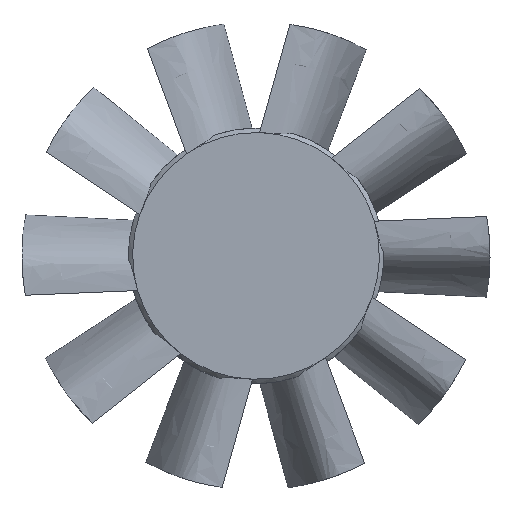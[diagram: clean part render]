
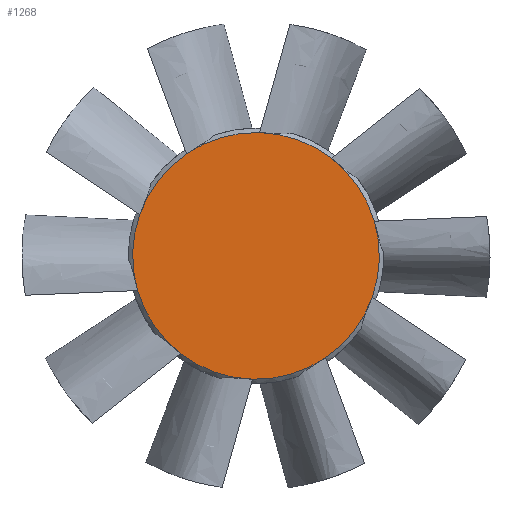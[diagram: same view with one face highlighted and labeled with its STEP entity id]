
A CAD part, top view. The second image highlights one B-rep face of the part: STEP entity #1268.
In plain terms, the highlighted planar face has unit normal (0, 0, 1).
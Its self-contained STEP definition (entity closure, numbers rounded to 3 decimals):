
#48=PLANE('',#1361);
#239=FACE_OUTER_BOUND('',#325,.T.);
#325=EDGE_LOOP('',(#1133,#1134,#1135,#1136,#1137,#1138,#1139,#1140,#1141,
#1142));
#359=CIRCLE('',#1342,14.5);
#360=CIRCLE('',#1344,14.5);
#361=CIRCLE('',#1346,14.5);
#362=CIRCLE('',#1348,14.5);
#363=CIRCLE('',#1350,14.5);
#364=CIRCLE('',#1352,14.5);
#365=CIRCLE('',#1354,14.5);
#366=CIRCLE('',#1356,14.5);
#367=CIRCLE('',#1358,14.5);
#368=CIRCLE('',#1360,14.5);
#509=VERTEX_POINT('',#2129);
#514=VERTEX_POINT('',#2214);
#515=VERTEX_POINT('',#2270);
#522=VERTEX_POINT('',#2387);
#527=VERTEX_POINT('',#2472);
#532=VERTEX_POINT('',#2557);
#553=VERTEX_POINT('',#2734);
#556=VERTEX_POINT('',#2889);
#562=VERTEX_POINT('',#3276);
#589=VERTEX_POINT('',#4101);
#775=EDGE_CURVE('',#515,#589,#359,.T.);
#776=EDGE_CURVE('',#532,#515,#360,.T.);
#777=EDGE_CURVE('',#527,#532,#361,.T.);
#778=EDGE_CURVE('',#522,#527,#362,.T.);
#779=EDGE_CURVE('',#589,#562,#363,.T.);
#780=EDGE_CURVE('',#553,#522,#364,.T.);
#781=EDGE_CURVE('',#562,#514,#365,.T.);
#782=EDGE_CURVE('',#556,#553,#366,.T.);
#783=EDGE_CURVE('',#514,#509,#367,.T.);
#784=EDGE_CURVE('',#509,#556,#368,.T.);
#1133=ORIENTED_EDGE('',*,*,#779,.F.);
#1134=ORIENTED_EDGE('',*,*,#775,.F.);
#1135=ORIENTED_EDGE('',*,*,#776,.F.);
#1136=ORIENTED_EDGE('',*,*,#777,.F.);
#1137=ORIENTED_EDGE('',*,*,#778,.F.);
#1138=ORIENTED_EDGE('',*,*,#780,.F.);
#1139=ORIENTED_EDGE('',*,*,#782,.F.);
#1140=ORIENTED_EDGE('',*,*,#784,.F.);
#1141=ORIENTED_EDGE('',*,*,#783,.F.);
#1142=ORIENTED_EDGE('',*,*,#781,.F.);
#1268=ADVANCED_FACE('',(#239),#48,.T.);
#1342=AXIS2_PLACEMENT_3D('',#4229,#1545,#1546);
#1344=AXIS2_PLACEMENT_3D('',#4231,#1549,#1550);
#1346=AXIS2_PLACEMENT_3D('',#4233,#1553,#1554);
#1348=AXIS2_PLACEMENT_3D('',#4235,#1557,#1558);
#1350=AXIS2_PLACEMENT_3D('',#4237,#1561,#1562);
#1352=AXIS2_PLACEMENT_3D('',#4239,#1565,#1566);
#1354=AXIS2_PLACEMENT_3D('',#4241,#1569,#1570);
#1356=AXIS2_PLACEMENT_3D('',#4243,#1573,#1574);
#1358=AXIS2_PLACEMENT_3D('',#4245,#1577,#1578);
#1360=AXIS2_PLACEMENT_3D('',#4247,#1581,#1582);
#1361=AXIS2_PLACEMENT_3D('',#4248,#1583,#1584);
#1545=DIRECTION('center_axis',(0.,0.,-1.));
#1546=DIRECTION('ref_axis',(-1.,0.,0.));
#1549=DIRECTION('center_axis',(0.,0.,-1.));
#1550=DIRECTION('ref_axis',(-1.,0.,0.));
#1553=DIRECTION('center_axis',(0.,0.,-1.));
#1554=DIRECTION('ref_axis',(-1.,0.,0.));
#1557=DIRECTION('center_axis',(0.,0.,-1.));
#1558=DIRECTION('ref_axis',(-1.,0.,0.));
#1561=DIRECTION('center_axis',(0.,0.,-1.));
#1562=DIRECTION('ref_axis',(-1.,0.,0.));
#1565=DIRECTION('center_axis',(0.,0.,-1.));
#1566=DIRECTION('ref_axis',(-1.,0.,0.));
#1569=DIRECTION('center_axis',(0.,0.,-1.));
#1570=DIRECTION('ref_axis',(-1.,0.,0.));
#1573=DIRECTION('center_axis',(0.,0.,-1.));
#1574=DIRECTION('ref_axis',(-1.,0.,0.));
#1577=DIRECTION('center_axis',(0.,0.,-1.));
#1578=DIRECTION('ref_axis',(-1.,0.,0.));
#1581=DIRECTION('center_axis',(0.,0.,-1.));
#1582=DIRECTION('ref_axis',(-1.,0.,0.));
#1583=DIRECTION('center_axis',(0.,0.,1.));
#1584=DIRECTION('ref_axis',(1.,0.,0.));
#2129=CARTESIAN_POINT('',(-0.423,-14.494,8.));
#2214=CARTESIAN_POINT('',(8.177,-11.974,8.));
#2270=CARTESIAN_POINT('',(8.861,11.477,8.));
#2387=CARTESIAN_POINT('',(-13.654,4.881,8.));
#2472=CARTESIAN_POINT('',(-8.177,11.974,8.));
#2557=CARTESIAN_POINT('',(0.423,14.494,8.));
#2734=CARTESIAN_POINT('',(-13.915,-4.077,8.));
#2889=CARTESIAN_POINT('',(-8.861,-11.477,8.));
#3276=CARTESIAN_POINT('',(13.654,-4.881,8.));
#4101=CARTESIAN_POINT('',(13.915,4.077,8.));
#4229=CARTESIAN_POINT('Origin',(0.,0.,8.));
#4231=CARTESIAN_POINT('Origin',(0.,0.,8.));
#4233=CARTESIAN_POINT('Origin',(0.,0.,8.));
#4235=CARTESIAN_POINT('Origin',(0.,0.,8.));
#4237=CARTESIAN_POINT('Origin',(0.,0.,8.));
#4239=CARTESIAN_POINT('Origin',(0.,0.,8.));
#4241=CARTESIAN_POINT('Origin',(0.,0.,8.));
#4243=CARTESIAN_POINT('Origin',(0.,0.,8.));
#4245=CARTESIAN_POINT('Origin',(0.,0.,8.));
#4247=CARTESIAN_POINT('Origin',(0.,0.,8.));
#4248=CARTESIAN_POINT('Origin',(0.,0.,
8.));
